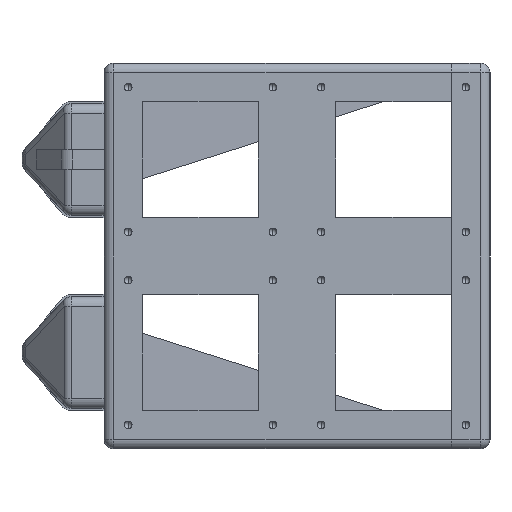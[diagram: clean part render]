
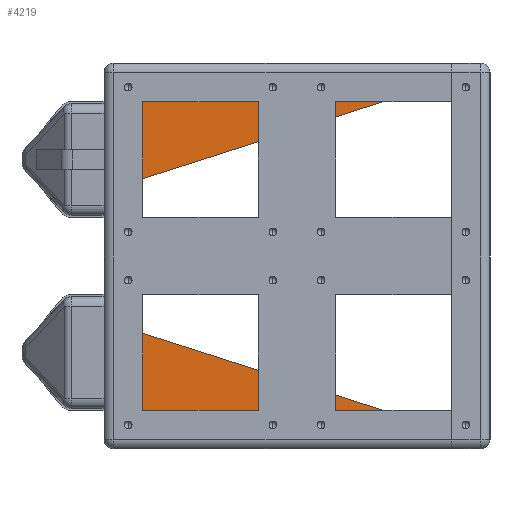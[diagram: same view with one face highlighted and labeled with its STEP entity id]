
A CAD part, left-side view. The second image highlights one B-rep face of the part: STEP entity #4219.
In plain terms, the highlighted planar face has unit normal (-1, -0.009, 0).
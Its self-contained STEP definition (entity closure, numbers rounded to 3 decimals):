
#358 = EDGE_CURVE ( 'NONE', #46140, #46146, #9499, .T. ) ;
#554 = EDGE_CURVE ( 'NONE', #46083, #46082, #9818, .T. ) ;
#561 = EDGE_CURVE ( 'NONE', #46095, #46089, #9831, .T. ) ;
#688 = CARTESIAN_POINT ( 'NONE',  ( 39.203, 38., -2. ) ) ;
#697 = DIRECTION ( 'NONE',  ( 0., 0., 1. ) ) ;
#933 = VERTEX_POINT ( 'NONE', #31400 ) ;
#935 = VERTEX_POINT ( 'NONE', #31402 ) ;
#939 = VERTEX_POINT ( 'NONE', #31406 ) ;
#942 = VERTEX_POINT ( 'NONE', #31409 ) ;
#1340 = VERTEX_POINT ( 'NONE', #7556 ) ;
#1345 = VERTEX_POINT ( 'NONE', #7566 ) ;
#2036 = ORIENTED_EDGE ( 'NONE', *, *, #46721, .F. ) ;
#2037 = ORIENTED_EDGE ( 'NONE', *, *, #554, .T. ) ;
#2038 = ORIENTED_EDGE ( 'NONE', *, *, #46722, .F. ) ;
#2039 = ORIENTED_EDGE ( 'NONE', *, *, #46723, .F. ) ;
#2040 = ORIENTED_EDGE ( 'NONE', *, *, #2811, .T. ) ;
#2041 = ORIENTED_EDGE ( 'NONE', *, *, #2869, .F. ) ;
#2042 = ORIENTED_EDGE ( 'NONE', *, *, #358, .F. ) ;
#2043 = ORIENTED_EDGE ( 'NONE', *, *, #3109, .F. ) ;
#2044 = ORIENTED_EDGE ( 'NONE', *, *, #2819, .T. ) ;
#2045 = ORIENTED_EDGE ( 'NONE', *, *, #46724, .T. ) ;
#2046 = ORIENTED_EDGE ( 'NONE', *, *, #46725, .F. ) ;
#2047 = ORIENTED_EDGE ( 'NONE', *, *, #46726, .F. ) ;
#2048 = ORIENTED_EDGE ( 'NONE', *, *, #46727, .T. ) ;
#2049 = ORIENTED_EDGE ( 'NONE', *, *, #561, .F. ) ;
#2811 = EDGE_CURVE ( 'NONE', #1340, #46308, #12008, .T. ) ;
#2819 = EDGE_CURVE ( 'NONE', #46263, #1345, #12024, .T. ) ;
#2869 = EDGE_CURVE ( 'NONE', #46146, #46308, #12124, .T. ) ;
#3109 = EDGE_CURVE ( 'NONE', #46263, #46140, #12558, .T. ) ;
#4219 = ADVANCED_FACE ( 'NONE', ( #17540 ), #15419, .T. ) ;
#6633 = EDGE_LOOP ( 'NONE', ( #2036, #2037, #2038, #2039, #2040, #2041, #2042, #2043, #2044, #2045, #2046, #2047, #2048, #2049 ) ) ;
#7556 = CARTESIAN_POINT ( 'NONE',  ( 39.491, 5., -1.991 ) ) ;
#7566 = CARTESIAN_POINT ( 'NONE',  ( 39.491, 5., -38.009 ) ) ;
#9499 = LINE ( 'NONE', #688, #9508 ) ;
#9508 = VECTOR ( 'NONE', #697, 1000. ) ;
#9818 = LINE ( 'NONE', #41158, #9820 ) ;
#9820 = VECTOR ( 'NONE', #41165, 1000. ) ;
#9831 = LINE ( 'NONE', #41186, #9834 ) ;
#9834 = VECTOR ( 'NONE', #41187, 1000. ) ;
#12008 = LINE ( 'NONE', #12991, #12011 ) ;
#12011 = VECTOR ( 'NONE', #12992, 1000. ) ;
#12024 = LINE ( 'NONE', #13007, #12027 ) ;
#12027 = VECTOR ( 'NONE', #13008, 1000. ) ;
#12124 = LINE ( 'NONE', #13107, #12127 ) ;
#12127 = VECTOR ( 'NONE', #13108, 1000. ) ;
#12558 = LINE ( 'NONE', #13919, #12561 ) ;
#12561 = VECTOR ( 'NONE', #13920, 1000. ) ;
#12991 = CARTESIAN_POINT ( 'NONE',  ( 39.491, 5., -2. ) ) ;
#12992 = DIRECTION ( 'NONE',  ( 0., 0., -1. ) ) ;
#13007 = CARTESIAN_POINT ( 'NONE',  ( 39.491, 5., -39. ) ) ;
#13008 = DIRECTION ( 'NONE',  ( 0., 0., -1. ) ) ;
#13107 = CARTESIAN_POINT ( 'NONE',  ( 39.497, 4.345, -2. ) ) ;
#13108 = DIRECTION ( 'NONE',  ( 0.009, -1., 0. ) ) ;
#13919 = CARTESIAN_POINT ( 'NONE',  ( 39.497, 4.345, -38. ) ) ;
#13920 = DIRECTION ( 'NONE',  ( -0.009, 1., 0. ) ) ;
#15409 = CARTESIAN_POINT ( 'NONE',  ( 39.5, 4., -2. ) ) ;
#15419 = PLANE ( 'NONE',  #37306 ) ;
#15422 = DIRECTION ( 'NONE',  ( -1., -0.009, 0. ) ) ;
#15423 = DIRECTION ( 'NONE',  ( 0.009, -1., 0. ) ) ;
#17540 = FACE_OUTER_BOUND ( 'NONE', #6633, .T. ) ;
#31400 = CARTESIAN_POINT ( 'NONE',  ( 39.5, 4., -38. ) ) ;
#31402 = CARTESIAN_POINT ( 'NONE',  ( 39.465, 8., -36.965 ) ) ;
#31406 = CARTESIAN_POINT ( 'NONE',  ( 39.5, 4., -37. ) ) ;
#31409 = CARTESIAN_POINT ( 'NONE',  ( 39.5, 4., -2. ) ) ;
#33450 = LINE ( 'NONE', #36907, #33473 ) ;
#33460 = LINE ( 'NONE', #36920, #33463 ) ;
#33462 = LINE ( 'NONE', #36922, #33465 ) ;
#33463 = VECTOR ( 'NONE', #36921, 1000. ) ;
#33464 = LINE ( 'NONE', #36924, #33467 ) ;
#33465 = VECTOR ( 'NONE', #36923, 1000. ) ;
#33466 = LINE ( 'NONE', #36926, #33469 ) ;
#33467 = VECTOR ( 'NONE', #36925, 1000. ) ;
#33468 = LINE ( 'NONE', #36928, #33471 ) ;
#33469 = VECTOR ( 'NONE', #36927, 1000. ) ;
#33470 = LINE ( 'NONE', #36910, #33475 ) ;
#33471 = VECTOR ( 'NONE', #36930, 1000. ) ;
#33473 = VECTOR ( 'NONE', #36931, 1000. ) ;
#33475 = VECTOR ( 'NONE', #36933, 1000. ) ;
#35117 = CARTESIAN_POINT ( 'NONE',  ( 39.5, 4., -3. ) ) ;
#35118 = CARTESIAN_POINT ( 'NONE',  ( 39.465, 8., -3.035 ) ) ;
#35124 = CARTESIAN_POINT ( 'NONE',  ( 39.221, 36., -28. ) ) ;
#35130 = CARTESIAN_POINT ( 'NONE',  ( 39.221, 36., -12. ) ) ;
#35175 = CARTESIAN_POINT ( 'NONE',  ( 39.203, 38., -38. ) ) ;
#35181 = CARTESIAN_POINT ( 'NONE',  ( 39.203, 38., -2. ) ) ;
#35298 = CARTESIAN_POINT ( 'NONE',  ( 39.491, 5., -38. ) ) ;
#35343 = CARTESIAN_POINT ( 'NONE',  ( 39.491, 5., -2. ) ) ;
#36907 = CARTESIAN_POINT ( 'NONE',  ( 39.5, 3.991, -37. ) ) ;
#36910 = CARTESIAN_POINT ( 'NONE',  ( 39.219, 36.232, -27.926 ) ) ;
#36920 = CARTESIAN_POINT ( 'NONE',  ( 39.219, 36.232, -12.074 ) ) ;
#36921 = DIRECTION ( 'NONE',  ( -0.008, 0.952, -0.305 ) ) ;
#36922 = CARTESIAN_POINT ( 'NONE',  ( 39.5, 4., -2. ) ) ;
#36923 = DIRECTION ( 'NONE',  ( 0., 0., -1. ) ) ;
#36924 = CARTESIAN_POINT ( 'NONE',  ( 39.5, 3.991, -2. ) ) ;
#36925 = DIRECTION ( 'NONE',  ( 0.009, -1., -0.009 ) ) ;
#36926 = CARTESIAN_POINT ( 'NONE',  ( 39.5, 3.991, -38. ) ) ;
#36927 = DIRECTION ( 'NONE',  ( 0.009, -1., 0.009 ) ) ;
#36928 = CARTESIAN_POINT ( 'NONE',  ( 39.5, 4., -37. ) ) ;
#36930 = DIRECTION ( 'NONE',  ( 0., 0., -1. ) ) ;
#36931 = DIRECTION ( 'NONE',  ( 0.009, -1., -0.009 ) ) ;
#36933 = DIRECTION ( 'NONE',  ( -0.008, 0.952, 0.305 ) ) ;
#37306 = AXIS2_PLACEMENT_3D ( 'NONE', #15409, #15422, #15423 ) ;
#41158 = CARTESIAN_POINT ( 'NONE',  ( 39.5, 3.991, -3. ) ) ;
#41165 = DIRECTION ( 'NONE',  ( 0.009, -1., 0.009 ) ) ;
#41186 = CARTESIAN_POINT ( 'NONE',  ( 39.221, 36., -2. ) ) ;
#41187 = DIRECTION ( 'NONE',  ( 0., 0., -1. ) ) ;
#46082 = VERTEX_POINT ( 'NONE', #35117 ) ;
#46083 = VERTEX_POINT ( 'NONE', #35118 ) ;
#46089 = VERTEX_POINT ( 'NONE', #35124 ) ;
#46095 = VERTEX_POINT ( 'NONE', #35130 ) ;
#46140 = VERTEX_POINT ( 'NONE', #35175 ) ;
#46146 = VERTEX_POINT ( 'NONE', #35181 ) ;
#46263 = VERTEX_POINT ( 'NONE', #35298 ) ;
#46308 = VERTEX_POINT ( 'NONE', #35343 ) ;
#46721 = EDGE_CURVE ( 'NONE', #46083, #46095, #33460, .T. ) ;
#46722 = EDGE_CURVE ( 'NONE', #942, #46082, #33462, .T. ) ;
#46723 = EDGE_CURVE ( 'NONE', #1340, #942, #33464, .T. ) ;
#46724 = EDGE_CURVE ( 'NONE', #1345, #933, #33466, .T. ) ;
#46725 = EDGE_CURVE ( 'NONE', #939, #933, #33468, .T. ) ;
#46726 = EDGE_CURVE ( 'NONE', #935, #939, #33450, .T. ) ;
#46727 = EDGE_CURVE ( 'NONE', #935, #46089, #33470, .T. ) ;
